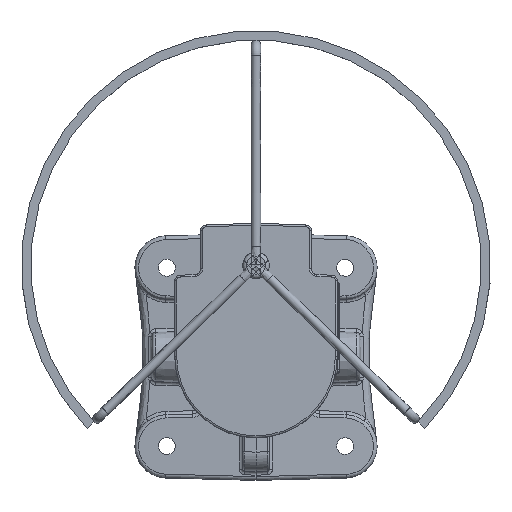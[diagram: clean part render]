
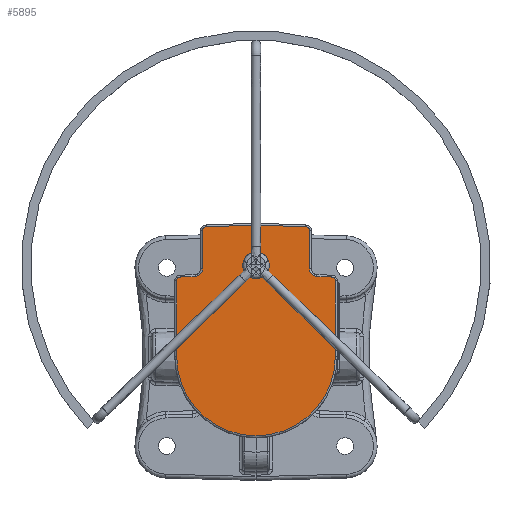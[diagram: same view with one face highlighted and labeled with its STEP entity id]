
A CAD part, top view. The second image highlights one B-rep face of the part: STEP entity #5895.
In plain terms, the highlighted planar face has unit normal (0, 0, 1).
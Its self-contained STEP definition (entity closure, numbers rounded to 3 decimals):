
#836=FACE_OUTER_BOUND('',#1241,.T.);
#1241=EDGE_LOOP('',(#4193,#4194,#4195,#4196,#4197,#4198,#4199,#4200,#4201,
#4202,#4203,#4204,#4205,#4206,#4207,#4208));
#1629=LINE('',#11449,#1854);
#1630=LINE('',#11453,#1855);
#1631=LINE('',#11457,#1856);
#1632=LINE('',#11461,#1857);
#1633=LINE('',#11465,#1858);
#1634=LINE('',#11469,#1859);
#1635=LINE('',#11473,#1860);
#1636=LINE('',#11476,#1861);
#1854=VECTOR('',#7403,10.);
#1855=VECTOR('',#7406,10.);
#1856=VECTOR('',#7409,10.);
#1857=VECTOR('',#7412,10.);
#1858=VECTOR('',#7415,10.);
#1859=VECTOR('',#7418,10.);
#1860=VECTOR('',#7421,10.);
#1861=VECTOR('',#7424,10.);
#2074=CIRCLE('',#6408,2.);
#2075=CIRCLE('',#6409,4.);
#2076=CIRCLE('',#6410,2.);
#2077=CIRCLE('',#6411,2.);
#2078=CIRCLE('',#6412,2.);
#2079=CIRCLE('',#6413,4.);
#2080=CIRCLE('',#6414,2.);
#2081=CIRCLE('',#6415,42.25);
#2533=VERTEX_POINT('',#11445);
#2534=VERTEX_POINT('',#11446);
#2535=VERTEX_POINT('',#11448);
#2536=VERTEX_POINT('',#11450);
#2537=VERTEX_POINT('',#11452);
#2538=VERTEX_POINT('',#11454);
#2539=VERTEX_POINT('',#11456);
#2540=VERTEX_POINT('',#11458);
#2541=VERTEX_POINT('',#11460);
#2542=VERTEX_POINT('',#11462);
#2543=VERTEX_POINT('',#11464);
#2544=VERTEX_POINT('',#11466);
#2545=VERTEX_POINT('',#11468);
#2546=VERTEX_POINT('',#11470);
#2547=VERTEX_POINT('',#11472);
#2548=VERTEX_POINT('',#11474);
#3128=EDGE_CURVE('',#2533,#2534,#2074,.T.);
#3129=EDGE_CURVE('',#2535,#2533,#1629,.T.);
#3130=EDGE_CURVE('',#2536,#2535,#2075,.T.);
#3131=EDGE_CURVE('',#2537,#2536,#1630,.T.);
#3132=EDGE_CURVE('',#2538,#2537,#2076,.T.);
#3133=EDGE_CURVE('',#2539,#2538,#1631,.T.);
#3134=EDGE_CURVE('',#2540,#2539,#2077,.T.);
#3135=EDGE_CURVE('',#2541,#2540,#1632,.T.);
#3136=EDGE_CURVE('',#2542,#2541,#2078,.T.);
#3137=EDGE_CURVE('',#2543,#2542,#1633,.T.);
#3138=EDGE_CURVE('',#2544,#2543,#2079,.T.);
#3139=EDGE_CURVE('',#2545,#2544,#1634,.T.);
#3140=EDGE_CURVE('',#2546,#2545,#2080,.T.);
#3141=EDGE_CURVE('',#2547,#2546,#1635,.T.);
#3142=EDGE_CURVE('',#2548,#2547,#2081,.T.);
#3143=EDGE_CURVE('',#2534,#2548,#1636,.T.);
#4193=ORIENTED_EDGE('',*,*,#3128,.F.);
#4194=ORIENTED_EDGE('',*,*,#3129,.F.);
#4195=ORIENTED_EDGE('',*,*,#3130,.F.);
#4196=ORIENTED_EDGE('',*,*,#3131,.F.);
#4197=ORIENTED_EDGE('',*,*,#3132,.F.);
#4198=ORIENTED_EDGE('',*,*,#3133,.F.);
#4199=ORIENTED_EDGE('',*,*,#3134,.F.);
#4200=ORIENTED_EDGE('',*,*,#3135,.F.);
#4201=ORIENTED_EDGE('',*,*,#3136,.F.);
#4202=ORIENTED_EDGE('',*,*,#3137,.F.);
#4203=ORIENTED_EDGE('',*,*,#3138,.F.);
#4204=ORIENTED_EDGE('',*,*,#3139,.F.);
#4205=ORIENTED_EDGE('',*,*,#3140,.F.);
#4206=ORIENTED_EDGE('',*,*,#3141,.F.);
#4207=ORIENTED_EDGE('',*,*,#3142,.F.);
#4208=ORIENTED_EDGE('',*,*,#3143,.F.);
#5509=PLANE('',#6407);
#5895=ADVANCED_FACE('',(#836),#5509,.T.);
#6407=AXIS2_PLACEMENT_3D('',#11444,#7399,#7400);
#6408=AXIS2_PLACEMENT_3D('',#11447,#7401,#7402);
#6409=AXIS2_PLACEMENT_3D('',#11451,#7404,#7405);
#6410=AXIS2_PLACEMENT_3D('',#11455,#7407,#7408);
#6411=AXIS2_PLACEMENT_3D('',#11459,#7410,#7411);
#6412=AXIS2_PLACEMENT_3D('',#11463,#7413,#7414);
#6413=AXIS2_PLACEMENT_3D('',#11467,#7416,#7417);
#6414=AXIS2_PLACEMENT_3D('',#11471,#7419,#7420);
#6415=AXIS2_PLACEMENT_3D('',#11475,#7422,#7423);
#7399=DIRECTION('center_axis',(0.,0.,1.));
#7400=DIRECTION('ref_axis',(1.,0.,0.));
#7401=DIRECTION('center_axis',(0.,0.,-1.));
#7402=DIRECTION('ref_axis',(0.719,0.695,0.));
#7403=DIRECTION('',(0.999,-0.035,0.));
#7404=DIRECTION('center_axis',(0.,0.,1.));
#7405=DIRECTION('ref_axis',(-0.719,-0.695,0.));
#7406=DIRECTION('',(0.,-1.,0.));
#7407=DIRECTION('center_axis',(0.,0.,-1.));
#7408=DIRECTION('ref_axis',(0.719,0.695,0.));
#7409=DIRECTION('',(0.999,-0.035,0.));
#7410=DIRECTION('center_axis',(0.,0.,-1.));
#7411=DIRECTION('ref_axis',(0.,1.,0.));
#7412=DIRECTION('',(0.999,0.035,0.));
#7413=DIRECTION('center_axis',(0.,0.,-1.));
#7414=DIRECTION('ref_axis',(-0.719,0.695,0.));
#7415=DIRECTION('',(0.,1.,0.));
#7416=DIRECTION('center_axis',(0.,0.,1.));
#7417=DIRECTION('ref_axis',(0.719,-0.695,0.));
#7418=DIRECTION('',(0.999,0.035,0.));
#7419=DIRECTION('center_axis',(0.,0.,-1.));
#7420=DIRECTION('ref_axis',(-0.719,0.695,0.));
#7421=DIRECTION('',(0.,1.,0.));
#7422=DIRECTION('center_axis',(0.,0.,-1.));
#7423=DIRECTION('ref_axis',(0.,-1.,0.));
#7424=DIRECTION('',(0.,-1.,0.));
#11444=CARTESIAN_POINT('Origin',(0.,48.138,
136.1));
#11445=CARTESIAN_POINT('',(40.32,42.352,136.1));
#11446=CARTESIAN_POINT('',(42.25,40.353,136.1));
#11447=CARTESIAN_POINT('Origin',(40.25,40.353,136.1));
#11448=CARTESIAN_POINT('',(32.36,42.63,136.1));
#11449=CARTESIAN_POINT('',(21.531,43.008,136.1));
#11450=CARTESIAN_POINT('',(28.5,46.627,136.1));
#11451=CARTESIAN_POINT('Origin',(32.5,46.627,136.1));
#11452=CARTESIAN_POINT('',(28.5,67.103,136.1));
#11453=CARTESIAN_POINT('',(28.5,45.934,136.1));
#11454=CARTESIAN_POINT('',(26.57,69.102,136.1));
#11455=CARTESIAN_POINT('Origin',(26.5,67.103,136.1));
#11456=CARTESIAN_POINT('',(0.07,70.027,136.1));
#11457=CARTESIAN_POINT('',(15.114,69.502,136.1));
#11458=CARTESIAN_POINT('',(-0.07,70.027,136.1));
#11459=CARTESIAN_POINT('Origin',(0.,68.028,
136.1));
#11460=CARTESIAN_POINT('',(-26.57,69.102,136.1));
#11461=CARTESIAN_POINT('',(-0.364,70.017,136.1));
#11462=CARTESIAN_POINT('',(-28.5,67.103,136.1));
#11463=CARTESIAN_POINT('Origin',(-26.5,67.103,136.1));
#11464=CARTESIAN_POINT('',(-28.5,46.627,136.1));
#11465=CARTESIAN_POINT('',(-28.5,59.069,136.1));
#11466=CARTESIAN_POINT('',(-32.36,42.63,136.1));
#11467=CARTESIAN_POINT('Origin',(-32.5,46.627,136.1));
#11468=CARTESIAN_POINT('',(-40.32,42.352,136.1));
#11469=CARTESIAN_POINT('',(-14.656,43.248,136.1));
#11470=CARTESIAN_POINT('',(-42.25,40.353,136.1));
#11471=CARTESIAN_POINT('Origin',(-40.25,40.353,136.1));
#11472=CARTESIAN_POINT('',(-42.25,0.,136.1));
#11473=CARTESIAN_POINT('',(-42.25,45.694,136.1));
#11474=CARTESIAN_POINT('',(42.25,0.,136.1));
#11475=CARTESIAN_POINT('Origin',(0.,0.,136.1));
#11476=CARTESIAN_POINT('',(42.25,24.069,136.1));
